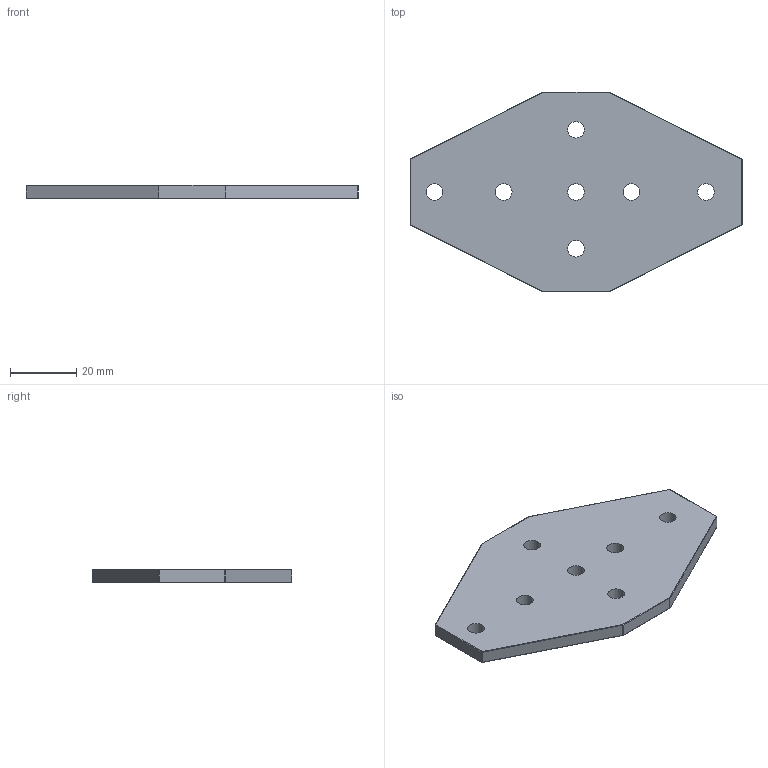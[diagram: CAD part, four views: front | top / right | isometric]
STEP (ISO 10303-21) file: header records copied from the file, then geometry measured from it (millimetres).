
FILE_DESCRIPTION (( 'STEP AP214' ), '1' );
FILE_NAME ('7 Hole Cross Joining Plate.step', '2015-01-21T14:43:33', ( 'Mark' ), ( '' ), 'SwSTEP 2.0', 'SolidWorks 2013', '' );
FILE_SCHEMA (( 'AUTOMOTIVE_DESIGN' ));
Length unit declared in the file: millimetre
Products named in the file (1): 7 Hole Cross Joining Plate
Bounding box: 100 x 60 x 4 mm (x, y, z)
Volume: 17047.7 mm3; surface area: 9966.8 mm2
Topology: 1 solids, 1 shells, 64 faces, 146 edges, 76 vertices
Faces by surface type: cylinder 38, sphere 16, plane 10
Entity records: 1776 total; most frequent: DIRECTION 344, CARTESIAN_POINT 279, ORIENTED_EDGE 276, AXIS2_PLACEMENT_3D 141, EDGE_CURVE 138, EDGE_LOOP 78, CIRCLE 76, VERTEX_POINT 76
